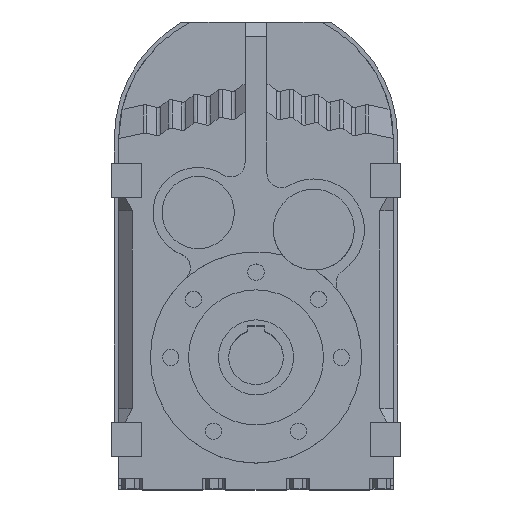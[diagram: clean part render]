
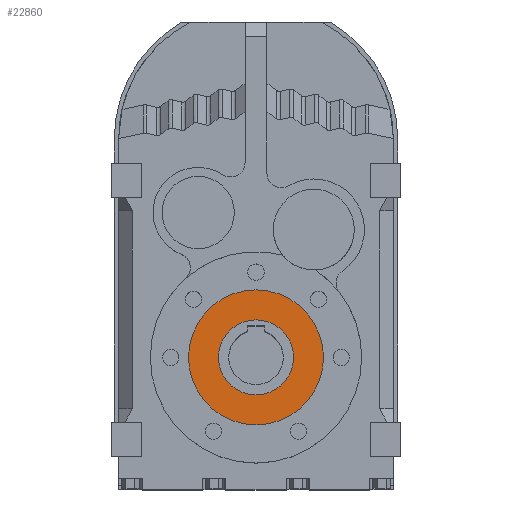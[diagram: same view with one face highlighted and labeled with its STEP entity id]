
A CAD part, top view. The second image highlights one B-rep face of the part: STEP entity #22860.
In plain terms, the highlighted planar face has unit normal (0, 0, 1).
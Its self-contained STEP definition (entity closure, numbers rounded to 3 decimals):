
#17891 = CYLINDRICAL_SURFACE('',#17892,49.5);
#17892 = AXIS2_PLACEMENT_3D('',#17893,#17894,#17895);
#17893 = CARTESIAN_POINT('',(0.,-159.5,110.123));
#17894 = DIRECTION('',(0.,0.,1.));
#17895 = DIRECTION('',(1.,0.,0.));
#17917 = CYLINDRICAL_SURFACE('',#17918,49.5);
#17918 = AXIS2_PLACEMENT_3D('',#17919,#17920,#17921);
#17919 = CARTESIAN_POINT('',(0.,-159.5,110.123));
#17920 = DIRECTION('',(0.,0.,1.));
#17921 = DIRECTION('',(1.,0.,0.));
#22121 = EDGE_CURVE('',#22122,#22124,#22126,.T.);
#22122 = VERTEX_POINT('',#22123);
#22123 = CARTESIAN_POINT('',(-49.5,-159.5,156.));
#22124 = VERTEX_POINT('',#22125);
#22125 = CARTESIAN_POINT('',(49.5,-159.5,156.));
#22126 = SURFACE_CURVE('',#22127,(#22132,#22138),.PCURVE_S1.);
#22127 = CIRCLE('',#22128,49.5);
#22128 = AXIS2_PLACEMENT_3D('',#22129,#22130,#22131);
#22129 = CARTESIAN_POINT('',(0.,-159.5,156.));
#22130 = DIRECTION('',(0.,0.,1.));
#22131 = DIRECTION('',(1.,0.,0.));
#22132 = PCURVE('',#17917,#22133);
#22133 = DEFINITIONAL_REPRESENTATION('',(#22134),#22137);
#22134 = B_SPLINE_CURVE_WITH_KNOTS('',1,(#22135,#22136),.UNSPECIFIED.,
  .F.,.F.,(2,2),(3.142,6.283),.PIECEWISE_BEZIER_KNOTS.);
#22135 = CARTESIAN_POINT('',(3.142,45.877));
#22136 = CARTESIAN_POINT('',(6.283,45.877));
#22137 = ( GEOMETRIC_REPRESENTATION_CONTEXT(2) 
PARAMETRIC_REPRESENTATION_CONTEXT() REPRESENTATION_CONTEXT('2D SPACE',''
  ) );
#22138 = PCURVE('',#22139,#22144);
#22139 = PLANE('',#22140);
#22140 = AXIS2_PLACEMENT_3D('',#22141,#22142,#22143);
#22141 = CARTESIAN_POINT('',(0.,-110.,156.));
#22142 = DIRECTION('',(0.,0.,1.));
#22143 = DIRECTION('',(1.,0.,0.));
#22144 = DEFINITIONAL_REPRESENTATION('',(#22145),#22149);
#22145 = CIRCLE('',#22146,49.5);
#22146 = AXIS2_PLACEMENT_2D('',#22147,#22148);
#22147 = CARTESIAN_POINT('',(0.,-49.5));
#22148 = DIRECTION('',(1.,0.));
#22149 = ( GEOMETRIC_REPRESENTATION_CONTEXT(2) 
PARAMETRIC_REPRESENTATION_CONTEXT() REPRESENTATION_CONTEXT('2D SPACE',''
  ) );
#22196 = EDGE_CURVE('',#22124,#22122,#22197,.T.);
#22197 = SURFACE_CURVE('',#22198,(#22203,#22209),.PCURVE_S1.);
#22198 = CIRCLE('',#22199,49.5);
#22199 = AXIS2_PLACEMENT_3D('',#22200,#22201,#22202);
#22200 = CARTESIAN_POINT('',(0.,-159.5,156.));
#22201 = DIRECTION('',(0.,0.,1.));
#22202 = DIRECTION('',(1.,0.,0.));
#22203 = PCURVE('',#17891,#22204);
#22204 = DEFINITIONAL_REPRESENTATION('',(#22205),#22208);
#22205 = B_SPLINE_CURVE_WITH_KNOTS('',1,(#22206,#22207),.UNSPECIFIED.,
  .F.,.F.,(2,2),(0.,3.142),.PIECEWISE_BEZIER_KNOTS.);
#22206 = CARTESIAN_POINT('',(0.,45.877));
#22207 = CARTESIAN_POINT('',(3.142,45.877));
#22208 = ( GEOMETRIC_REPRESENTATION_CONTEXT(2) 
PARAMETRIC_REPRESENTATION_CONTEXT() REPRESENTATION_CONTEXT('2D SPACE',''
  ) );
#22209 = PCURVE('',#22139,#22210);
#22210 = DEFINITIONAL_REPRESENTATION('',(#22211),#22215);
#22211 = CIRCLE('',#22212,49.5);
#22212 = AXIS2_PLACEMENT_2D('',#22213,#22214);
#22213 = CARTESIAN_POINT('',(0.,-49.5));
#22214 = DIRECTION('',(1.,0.));
#22215 = ( GEOMETRIC_REPRESENTATION_CONTEXT(2) 
PARAMETRIC_REPRESENTATION_CONTEXT() REPRESENTATION_CONTEXT('2D SPACE',''
  ) );
#22860 = ADVANCED_FACE('',(#22861,#22865),#22139,.T.);
#22861 = FACE_BOUND('',#22862,.T.);
#22862 = EDGE_LOOP('',(#22863,#22864));
#22863 = ORIENTED_EDGE('',*,*,#22196,.T.);
#22864 = ORIENTED_EDGE('',*,*,#22121,.T.);
#22865 = FACE_BOUND('',#22866,.T.);
#22866 = EDGE_LOOP('',(#22867,#22897));
#22867 = ORIENTED_EDGE('',*,*,#22868,.F.);
#22868 = EDGE_CURVE('',#22869,#22871,#22873,.T.);
#22869 = VERTEX_POINT('',#22870);
#22870 = CARTESIAN_POINT('',(27.5,-159.5,156.));
#22871 = VERTEX_POINT('',#22872);
#22872 = CARTESIAN_POINT('',(-27.5,-159.5,156.));
#22873 = SURFACE_CURVE('',#22874,(#22879,#22886),.PCURVE_S1.);
#22874 = CIRCLE('',#22875,27.5);
#22875 = AXIS2_PLACEMENT_3D('',#22876,#22877,#22878);
#22876 = CARTESIAN_POINT('',(0.,-159.5,156.));
#22877 = DIRECTION('',(0.,0.,1.));
#22878 = DIRECTION('',(1.,0.,0.));
#22879 = PCURVE('',#22139,#22880);
#22880 = DEFINITIONAL_REPRESENTATION('',(#22881),#22885);
#22881 = CIRCLE('',#22882,27.5);
#22882 = AXIS2_PLACEMENT_2D('',#22883,#22884);
#22883 = CARTESIAN_POINT('',(0.,-49.5));
#22884 = DIRECTION('',(1.,0.));
#22885 = ( GEOMETRIC_REPRESENTATION_CONTEXT(2) 
PARAMETRIC_REPRESENTATION_CONTEXT() REPRESENTATION_CONTEXT('2D SPACE',''
  ) );
#22886 = PCURVE('',#22887,#22892);
#22887 = CYLINDRICAL_SURFACE('',#22888,27.5);
#22888 = AXIS2_PLACEMENT_3D('',#22889,#22890,#22891);
#22889 = CARTESIAN_POINT('',(0.,-159.5,110.123));
#22890 = DIRECTION('',(0.,0.,1.));
#22891 = DIRECTION('',(1.,0.,0.));
#22892 = DEFINITIONAL_REPRESENTATION('',(#22893),#22896);
#22893 = B_SPLINE_CURVE_WITH_KNOTS('',1,(#22894,#22895),.UNSPECIFIED.,
  .F.,.F.,(2,2),(0.,3.142),.PIECEWISE_BEZIER_KNOTS.);
#22894 = CARTESIAN_POINT('',(0.,45.877));
#22895 = CARTESIAN_POINT('',(3.142,45.877));
#22896 = ( GEOMETRIC_REPRESENTATION_CONTEXT(2) 
PARAMETRIC_REPRESENTATION_CONTEXT() REPRESENTATION_CONTEXT('2D SPACE',''
  ) );
#22897 = ORIENTED_EDGE('',*,*,#22898,.F.);
#22898 = EDGE_CURVE('',#22871,#22869,#22899,.T.);
#22899 = SURFACE_CURVE('',#22900,(#22905,#22912),.PCURVE_S1.);
#22900 = CIRCLE('',#22901,27.5);
#22901 = AXIS2_PLACEMENT_3D('',#22902,#22903,#22904);
#22902 = CARTESIAN_POINT('',(0.,-159.5,156.));
#22903 = DIRECTION('',(0.,0.,1.));
#22904 = DIRECTION('',(1.,0.,0.));
#22905 = PCURVE('',#22139,#22906);
#22906 = DEFINITIONAL_REPRESENTATION('',(#22907),#22911);
#22907 = CIRCLE('',#22908,27.5);
#22908 = AXIS2_PLACEMENT_2D('',#22909,#22910);
#22909 = CARTESIAN_POINT('',(0.,-49.5));
#22910 = DIRECTION('',(1.,0.));
#22911 = ( GEOMETRIC_REPRESENTATION_CONTEXT(2) 
PARAMETRIC_REPRESENTATION_CONTEXT() REPRESENTATION_CONTEXT('2D SPACE',''
  ) );
#22912 = PCURVE('',#22913,#22918);
#22913 = CYLINDRICAL_SURFACE('',#22914,27.5);
#22914 = AXIS2_PLACEMENT_3D('',#22915,#22916,#22917);
#22915 = CARTESIAN_POINT('',(0.,-159.5,110.123));
#22916 = DIRECTION('',(0.,0.,1.));
#22917 = DIRECTION('',(1.,0.,0.));
#22918 = DEFINITIONAL_REPRESENTATION('',(#22919),#22922);
#22919 = B_SPLINE_CURVE_WITH_KNOTS('',1,(#22920,#22921),.UNSPECIFIED.,
  .F.,.F.,(2,2),(3.142,6.283),.PIECEWISE_BEZIER_KNOTS.);
#22920 = CARTESIAN_POINT('',(3.142,45.877));
#22921 = CARTESIAN_POINT('',(6.283,45.877));
#22922 = ( GEOMETRIC_REPRESENTATION_CONTEXT(2) 
PARAMETRIC_REPRESENTATION_CONTEXT() REPRESENTATION_CONTEXT('2D SPACE',''
  ) );
